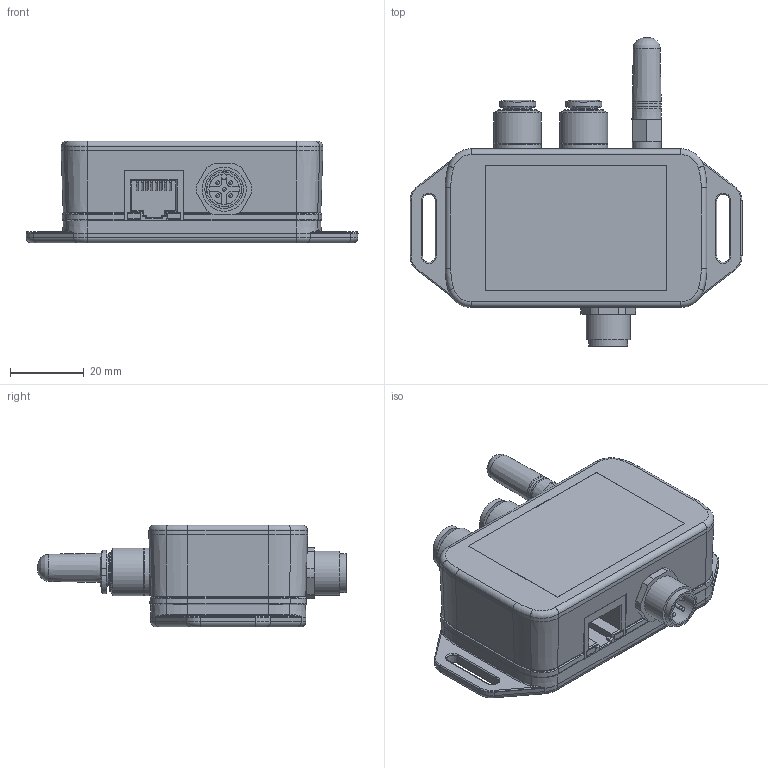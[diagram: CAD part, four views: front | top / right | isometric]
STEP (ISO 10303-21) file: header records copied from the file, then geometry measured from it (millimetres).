
FILE_DESCRIPTION(/* description */ (''),/* implementation_level */ '2;1');
FILE_NAME(/* name */ '30-04-0430_Sicon.Plug-AI-VAC v1.step',/* time_stamp */ '2025-07-04T16:10:44+02:00',/* author */ (''),/* organization */ (''),/* preprocessor_version */ 'ST-DEVELOPER v20.1',/* originating_system */ 'Autodesk Translation Framework v14.10.0.0',/* authorisation */ '');
FILE_SCHEMA (('AUTOMOTIVE_DESIGN { 1 0 10303 214 3 1 1 }'));
Products named in the file (24): 30-04-0430_Sicon.Plug-AI-VAC; Oberteil; Faceplate_new v4; Senkkopf_M2_5 _5mm v1 (1); Senkkopf_M2_5 _5mm v1 (2); Senkkopf_M2_5 _5mm v1 (3); MMCX male to SMA female v1; Sma female connector; Festo_186267_bearbeitet v2; Festo_186267_bearbeitet v2 (1); O-Ring v1; O-Ring v1 (1); O-Ring v1 (2); O-Ring v1 (3); Sesorplatine v10; Senkkopf_M2_5 _5mm v1 (4); Dichtung_blau v1; MainBoard; Lan Buchse v1; M12*1 Sensorstecker v1; Unterteil; Schraube; StickerJMB FLEX v1; Antenne30mm v1
Assembly tree (26 placements, depth 3):
  30-04-0430_Sicon.Plug-AI-VAC
    Oberteil
    Faceplate_new v4
    Senkkopf_M2_5 _5mm v1 (1)
    Senkkopf_M2_5 _5mm v1 (2)
    Senkkopf_M2_5 _5mm v1 (3)
    MMCX male to SMA female v1
      Sma female connector
    Festo_186267_bearbeitet v2
    Festo_186267_bearbeitet v2 (1)
    O-Ring v1
    O-Ring v1 (1)
    O-Ring v1 (2)
    O-Ring v1 (3)
    Sesorplatine v10
    Senkkopf_M2_5 _5mm v1 (4)
    Dichtung_blau v1
    MainBoard
      Lan Buchse v1
      M12*1 Sensorstecker v1
    Unterteil
    Schraube  x4
    StickerJMB FLEX v1
    Antenne30mm v1
Bounding box: 90.24 x 83.83 x 27.7 mm (x, y, z)
Volume: 51448.2 mm3; surface area: 56406.2 mm2
Topology: 22 solids, 24 shells, 2276 faces, 5724 edges, 3636 vertices
Faces by surface type: plane 1188, cylinder 430, cone 287, torus 197, bspline 139, sphere 35
Full cylindrical faces by diameter (mm): 0.217 x2, 0.7 x2, 0.8 x8, 1 x37, 1.1 x2, 1.3 x2, 1.72 x1, 2 x5, 2.5 x12, 2.7 x5, 2.8 x1, 2.9 x4, 3 x2, 4.4 x1, 4.5 x4, 4.7 x4, 5.1 x5, 5.25 x2, 5.5 x1, 6 x4, 6.2 x4, 7.4 x4, 7.8 x6, 8.3 x2, 9.4 x2, 9.5 x2, 9.728 x6, 10.5 x2, 10.8 x4, 12 x4
Entity records: 82061 total; most frequent: CARTESIAN_POINT 25780, DIRECTION 11512, ORIENTED_EDGE 11388, EDGE_CURVE 5694, AXIS2_PLACEMENT_3D 4063, VERTEX_POINT 3636, LINE 3386, VECTOR 3386
